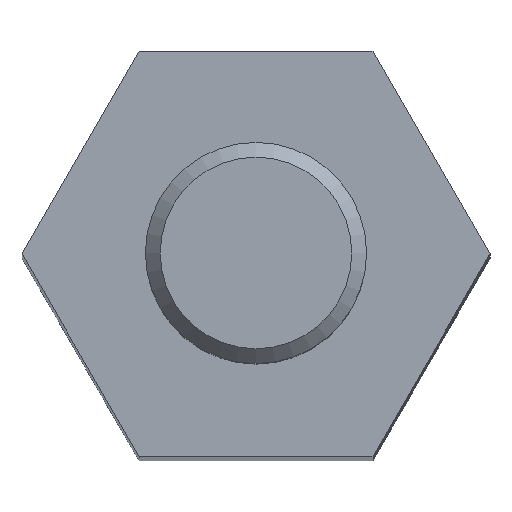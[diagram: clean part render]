
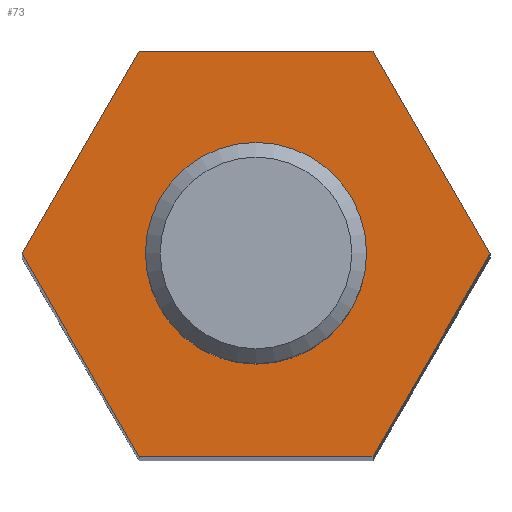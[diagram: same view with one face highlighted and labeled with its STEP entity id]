
A CAD part, top view. The second image highlights one B-rep face of the part: STEP entity #73.
In plain terms, the highlighted planar face has unit normal (0, 0, 1).
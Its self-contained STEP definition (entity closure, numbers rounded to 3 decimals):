
#73 = ADVANCED_FACE( '', ( #160, #161 ), #162, .T. );
#160 = FACE_BOUND( '', #254, .T. );
#161 = FACE_OUTER_BOUND( '', #255, .T. );
#162 = PLANE( '', #256 );
#254 = EDGE_LOOP( '', ( #385 ) );
#255 = EDGE_LOOP( '', ( #386, #387, #388, #389, #390, #391 ) );
#256 = AXIS2_PLACEMENT_3D( '', #392, #393, #394 );
#385 = ORIENTED_EDGE( '', *, *, #524, .T. );
#386 = ORIENTED_EDGE( '', *, *, #525, .T. );
#387 = ORIENTED_EDGE( '', *, *, #515, .T. );
#388 = ORIENTED_EDGE( '', *, *, #521, .T. );
#389 = ORIENTED_EDGE( '', *, *, #483, .T. );
#390 = ORIENTED_EDGE( '', *, *, #526, .T. );
#391 = ORIENTED_EDGE( '', *, *, #527, .T. );
#392 = CARTESIAN_POINT( '', ( 0., 0., 35. ) );
#393 = DIRECTION( '', ( 0., 0., 1. ) );
#394 = DIRECTION( '', ( 1., 0., 0. ) );
#483 = EDGE_CURVE( '', #553, #551, #554, .T. );
#515 = EDGE_CURVE( '', #605, #603, #606, .T. );
#521 = EDGE_CURVE( '', #603, #553, #613, .T. );
#524 = EDGE_CURVE( '', #616, #616, #617, .F. );
#525 = EDGE_CURVE( '', #618, #605, #619, .T. );
#526 = EDGE_CURVE( '', #551, #620, #621, .T. );
#527 = EDGE_CURVE( '', #620, #618, #622, .T. );
#551 = VERTEX_POINT( '', #653 );
#553 = VERTEX_POINT( '', #656 );
#554 = LINE( '', #657, #658 );
#603 = VERTEX_POINT( '', #736 );
#605 = VERTEX_POINT( '', #739 );
#606 = LINE( '', #740, #741 );
#613 = LINE( '', #761, #762 );
#616 = VERTEX_POINT( '', #770 );
#617 = CIRCLE( '', #771, 1.267 );
#618 = VERTEX_POINT( '', #772 );
#619 = LINE( '', #773, #774 );
#620 = VERTEX_POINT( '', #775 );
#621 = LINE( '', #776, #777 );
#622 = LINE( '', #778, #779 );
#653 = CARTESIAN_POINT( '', ( 1.588, -2.75, 35. ) );
#656 = CARTESIAN_POINT( '', ( -1.588, -2.75, 35. ) );
#657 = CARTESIAN_POINT( '', ( -1.588, -2.75, 35. ) );
#658 = VECTOR( '', #826, 1000. );
#736 = CARTESIAN_POINT( '', ( -3.175, 0., 35. ) );
#739 = CARTESIAN_POINT( '', ( -1.588, 2.75, 35. ) );
#740 = CARTESIAN_POINT( '', ( -1.588, 2.75, 35. ) );
#741 = VECTOR( '', #877, 1000. );
#761 = CARTESIAN_POINT( '', ( -3.175, 0., 35. ) );
#762 = VECTOR( '', #879, 1000. );
#770 = CARTESIAN_POINT( '', ( 1.267, 0., 35. ) );
#771 = AXIS2_PLACEMENT_3D( '', #880, #881, #882 );
#772 = CARTESIAN_POINT( '', ( 1.588, 2.75, 35. ) );
#773 = CARTESIAN_POINT( '', ( 1.588, 2.75, 35. ) );
#774 = VECTOR( '', #883, 1000. );
#775 = CARTESIAN_POINT( '', ( 3.175, 0., 35. ) );
#776 = CARTESIAN_POINT( '', ( 1.588, -2.75, 35. ) );
#777 = VECTOR( '', #884, 1000. );
#778 = CARTESIAN_POINT( '', ( 3.175, 0., 35. ) );
#779 = VECTOR( '', #885, 1000. );
#826 = DIRECTION( '', ( 1., 0., 0. ) );
#877 = DIRECTION( '', ( -0.5, -0.866, 0. ) );
#879 = DIRECTION( '', ( 0.5, -0.866, 0. ) );
#880 = CARTESIAN_POINT( '', ( 0., 0., 35. ) );
#881 = DIRECTION( '', ( 0., 0., 1. ) );
#882 = DIRECTION( '', ( 1., 0., 0. ) );
#883 = DIRECTION( '', ( -1., 0., 0. ) );
#884 = DIRECTION( '', ( 0.5, 0.866, 0. ) );
#885 = DIRECTION( '', ( -0.5, 0.866, 0. ) );
